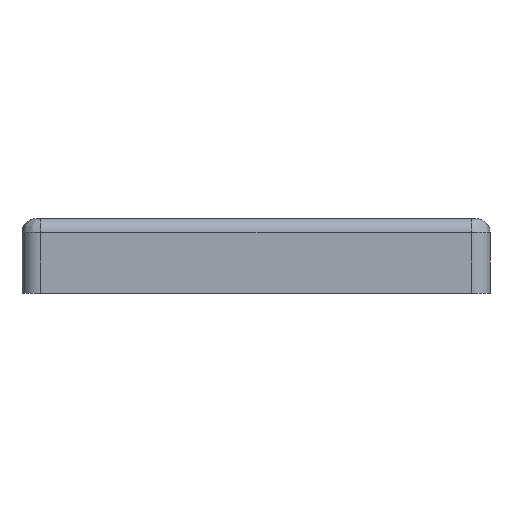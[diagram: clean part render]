
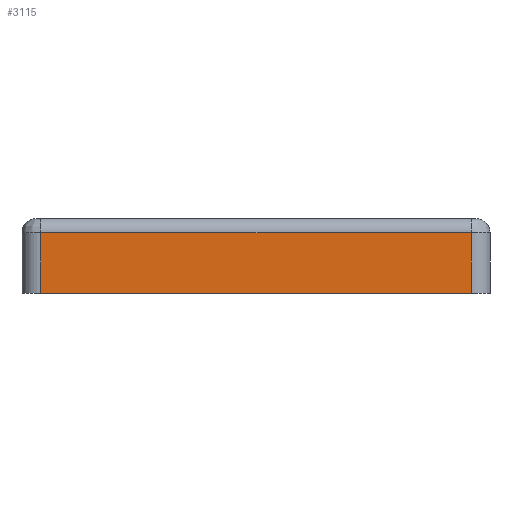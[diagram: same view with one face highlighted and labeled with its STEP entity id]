
A CAD part, front view. The second image highlights one B-rep face of the part: STEP entity #3115.
In plain terms, the highlighted planar face has unit normal (0, -1, 0).
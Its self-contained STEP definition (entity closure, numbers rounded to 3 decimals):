
#38=PLANE('',#3442);
#202=LINE('',#6423,#341);
#206=LINE('',#6471,#345);
#207=LINE('',#6473,#346);
#208=LINE('',#6474,#347);
#341=VECTOR('',#4060,92.);
#345=VECTOR('',#4106,13.);
#346=VECTOR('',#4107,92.);
#347=VECTOR('',#4108,13.);
#502=FACE_OUTER_BOUND('',#698,.T.);
#698=EDGE_LOOP('',(#2173,#2174,#2175,#2176));
#1335=VERTEX_POINT('',#6419);
#1336=VERTEX_POINT('',#6421);
#1343=VERTEX_POINT('',#6470);
#1344=VERTEX_POINT('',#6472);
#1641=EDGE_CURVE('',#1336,#1335,#202,.T.);
#1657=EDGE_CURVE('',#1343,#1336,#206,.T.);
#1658=EDGE_CURVE('',#1344,#1343,#207,.T.);
#1659=EDGE_CURVE('',#1335,#1344,#208,.T.);
#2173=ORIENTED_EDGE('',*,*,#1641,.F.);
#2174=ORIENTED_EDGE('',*,*,#1657,.F.);
#2175=ORIENTED_EDGE('',*,*,#1658,.F.);
#2176=ORIENTED_EDGE('',*,*,#1659,.F.);
#3115=ADVANCED_FACE('',(#502),#38,.F.);
#3442=AXIS2_PLACEMENT_3D('',#6469,#4104,#4105);
#4060=DIRECTION('',(1.,0.,0.));
#4104=DIRECTION('center_axis',(0.,1.,0.));
#4105=DIRECTION('ref_axis',(1.,0.,0.));
#4106=DIRECTION('',(0.,0.,1.));
#4107=DIRECTION('',(-1.,0.,0.));
#4108=DIRECTION('',(0.,0.,-1.));
#6419=CARTESIAN_POINT('',(46.,-50.,13.));
#6421=CARTESIAN_POINT('',(-46.,-50.,13.));
#6423=CARTESIAN_POINT('',(-50.,-50.,13.));
#6469=CARTESIAN_POINT('Origin',(-50.,-50.,16.));
#6470=CARTESIAN_POINT('',(-46.,-50.,0.));
#6471=CARTESIAN_POINT('',(-46.,-50.,16.));
#6472=CARTESIAN_POINT('',(46.,-50.,0.));
#6473=CARTESIAN_POINT('',(-50.,-50.,0.));
#6474=CARTESIAN_POINT('',(46.,-50.,16.));
